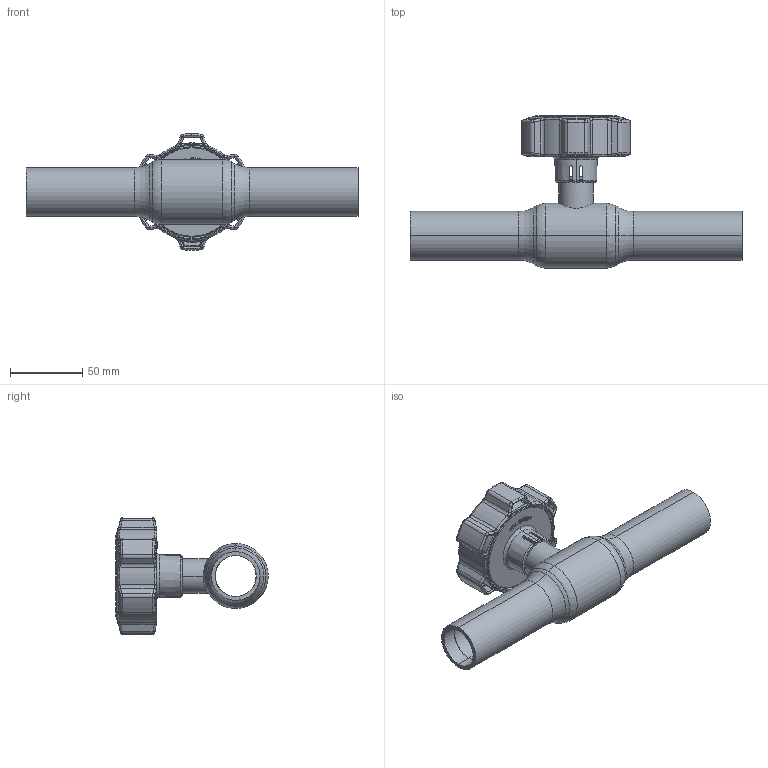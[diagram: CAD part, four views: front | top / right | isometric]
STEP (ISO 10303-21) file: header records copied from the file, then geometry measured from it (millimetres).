
FILE_DESCRIPTION (( 'STEP AP214' ), '1' );
FILE_NAME ('1025003000-2201.step', '2023-09-15T10:40:06', ( '' ), ( '' ), 'SwSTEP 2.0', 'SolidWorks 2021', '' );
FILE_SCHEMA (( 'AUTOMOTIVE_DESIGN' ));
Length unit declared in the file: millimetre
Products named in the file (1): 1025003000-2201
Bounding box: 230 x 105.6 x 81 mm (x, y, z)
Surface area: 67467.5 mm2 (no closed solid volume)
Topology: 0 solids, 7 shells, 522 faces, 1539 edges, 995 vertices
Faces by surface type: bspline 177, cylinder 135, plane 95, cone 64, torus 51
Entity records: 32932 total; most frequent: CARTESIAN_POINT 15170, ORIENTED_EDGE 2683, DIRECTION 1998, EDGE_CURVE 1539, VERTEX_POINT 995, AXIS2_PLACEMENT_3D 777, B_SPLINE_CURVE_WITH_KNOTS 622, EDGE_LOOP 549
